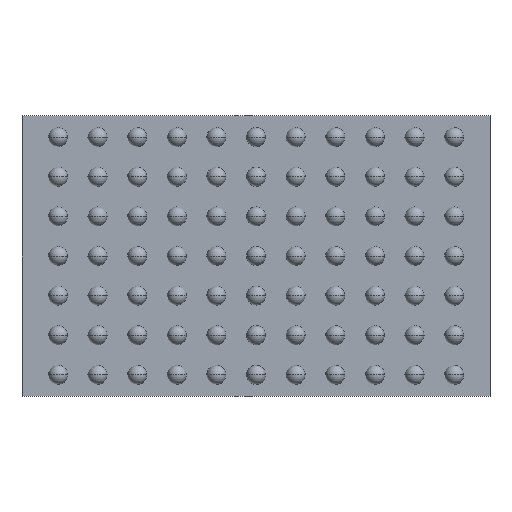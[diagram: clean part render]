
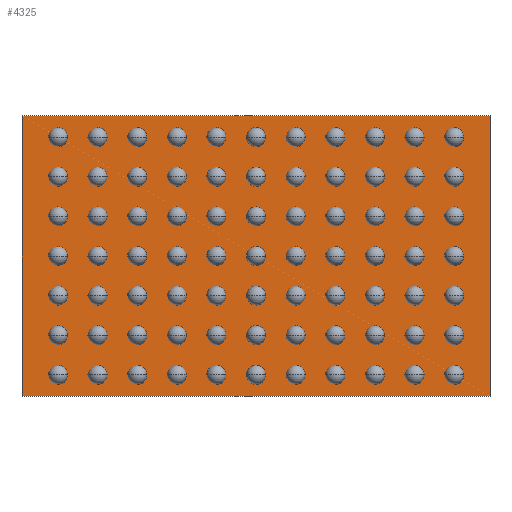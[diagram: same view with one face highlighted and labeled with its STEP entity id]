
A CAD part, front view. The second image highlights one B-rep face of the part: STEP entity #4325.
In plain terms, the highlighted planar face has unit normal (0, -1, 0).
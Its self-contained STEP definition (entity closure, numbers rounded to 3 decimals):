
#4178 = CARTESIAN_POINT ( 'NONE',  ( 7.5, 0.488, 4.5 ) ) ;
#4179 = VERTEX_POINT ( 'NONE', #4178 ) ;
#4180 = CARTESIAN_POINT ( 'NONE',  ( 7.5, 0.488, -4.5 ) ) ;
#4181 = VERTEX_POINT ( 'NONE', #4180 ) ;
#4182 = CARTESIAN_POINT ( 'NONE',  ( 7.5, 0.488, 4.5 ) ) ;
#4183 = DIRECTION ( 'NONE',  ( 0., 0., -1. ) ) ;
#4184 = VECTOR ( 'NONE', #4183, 1000. ) ;
#4185 = LINE ( 'NONE', #4182, #4184 ) ;
#4186 = EDGE_CURVE ( 'NONE', #4179, #4181, #4185, .T. ) ;
#4218 = CARTESIAN_POINT ( 'NONE',  ( -7.5, 0.488, -4.5 ) ) ;
#4219 = VERTEX_POINT ( 'NONE', #4218 ) ;
#4220 = CARTESIAN_POINT ( 'NONE',  ( -7.5, 0.488, -4.5 ) ) ;
#4221 = DIRECTION ( 'NONE',  ( -1., 0., 0. ) ) ;
#4222 = VECTOR ( 'NONE', #4221, 1000. ) ;
#4223 = LINE ( 'NONE', #4220, #4222 ) ;
#4224 = EDGE_CURVE ( 'NONE', #4181, #4219, #4223, .T. ) ;
#4249 = CARTESIAN_POINT ( 'NONE',  ( -7.5, 0.488, 4.5 ) ) ;
#4250 = VERTEX_POINT ( 'NONE', #4249 ) ;
#4251 = CARTESIAN_POINT ( 'NONE',  ( -7.5, 0.488, 4.5 ) ) ;
#4252 = DIRECTION ( 'NONE',  ( 0., 0., 1. ) ) ;
#4253 = VECTOR ( 'NONE', #4252, 1000. ) ;
#4254 = LINE ( 'NONE', #4251, #4253 ) ;
#4255 = EDGE_CURVE ( 'NONE', #4219, #4250, #4254, .T. ) ;
#4280 = CARTESIAN_POINT ( 'NONE',  ( -7.5, 0.488, 4.5 ) ) ;
#4281 = DIRECTION ( 'NONE',  ( 1., 0., 0. ) ) ;
#4282 = VECTOR ( 'NONE', #4281, 1000. ) ;
#4283 = LINE ( 'NONE', #4280, #4282 ) ;
#4284 = EDGE_CURVE ( 'NONE', #4250, #4179, #4283, .T. ) ;
#4314 = ORIENTED_EDGE ( 'NONE', *, *, #4186, .F. ) ;
#4315 = ORIENTED_EDGE ( 'NONE', *, *, #4284, .F. ) ;
#4316 = ORIENTED_EDGE ( 'NONE', *, *, #4255, .F. ) ;
#4317 = ORIENTED_EDGE ( 'NONE', *, *, #4224, .F. ) ;
#4318 = EDGE_LOOP ( 'NONE', ( #4314, #4315, #4316, #4317 ) ) ;
#4319 = FACE_OUTER_BOUND ( 'NONE', #4318, .T. ) ;
#4320 = CARTESIAN_POINT ( 'NONE',  ( 0., 0.488, 0. ) ) ;
#4321 = DIRECTION ( 'NONE',  ( 0., -1., 0. ) ) ;
#4322 = DIRECTION ( 'NONE',  ( 0., 0., -1. ) ) ;
#4323 = AXIS2_PLACEMENT_3D ( 'NONE', #4320, #4321, #4322 ) ;
#4324 = PLANE ( 'NONE', #4323 ) ;
#4325 = ADVANCED_FACE ( 'NONE', ( #4319 ), #4324, .T. ) ;
